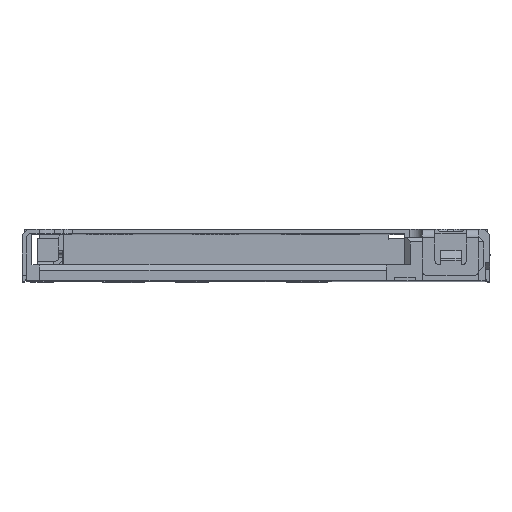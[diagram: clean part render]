
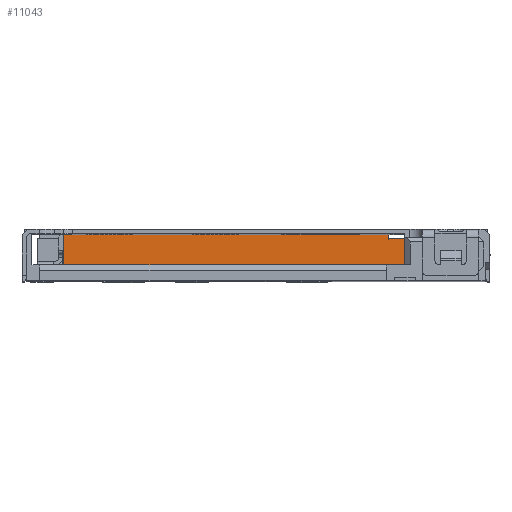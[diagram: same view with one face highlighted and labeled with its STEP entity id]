
A CAD part, top view. The second image highlights one B-rep face of the part: STEP entity #11043.
In plain terms, the highlighted planar face has unit normal (0, 0, 1).
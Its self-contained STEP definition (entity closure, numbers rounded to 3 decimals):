
#662=FACE_OUTER_BOUND('',#1199,.T.);
#1199=EDGE_LOOP('',(#9600,#9601,#9602,#9603,#9604,#9605,#9606,#9607,#9608,
#9609,#9610,#9611,#9612));
#1454=LINE('',#14652,#2766);
#1457=LINE('',#14658,#2769);
#1459=LINE('',#14662,#2771);
#1497=LINE('',#14741,#2809);
#2283=LINE('',#16583,#3595);
#2285=LINE('',#16587,#3597);
#2312=LINE('',#16628,#3624);
#2320=LINE('',#16644,#3632);
#2324=LINE('',#16651,#3636);
#2393=LINE('',#16811,#3705);
#2396=LINE('',#16815,#3708);
#2720=LINE('',#17587,#4032);
#2721=LINE('',#17590,#4033);
#2766=VECTOR('',#11852,1000.);
#2769=VECTOR('',#11857,1000.);
#2771=VECTOR('',#11861,1000.);
#2809=VECTOR('',#11919,1000.);
#3595=VECTOR('',#13545,1000.);
#3597=VECTOR('',#13549,1000.);
#3624=VECTOR('',#13578,1000.);
#3632=VECTOR('',#13586,1000.);
#3636=VECTOR('',#13590,1000.);
#3705=VECTOR('',#13733,1000.);
#3708=VECTOR('',#13738,1000.);
#4032=VECTOR('',#14536,1000.);
#4033=VECTOR('',#14541,1000.);
#4081=VERTEX_POINT('',#14648);
#4083=VERTEX_POINT('',#14651);
#4085=VERTEX_POINT('',#14657);
#4086=VERTEX_POINT('',#14661);
#4117=VERTEX_POINT('',#14739);
#4744=VERTEX_POINT('',#16580);
#4745=VERTEX_POINT('',#16582);
#4746=VERTEX_POINT('',#16586);
#4758=VERTEX_POINT('',#16625);
#4759=VERTEX_POINT('',#16627);
#4766=VERTEX_POINT('',#16641);
#4767=VERTEX_POINT('',#16643);
#4770=VERTEX_POINT('',#16649);
#5085=EDGE_CURVE('',#4081,#4083,#1454,.T.);
#5088=EDGE_CURVE('',#4083,#4085,#1457,.T.);
#5090=EDGE_CURVE('',#4085,#4086,#1459,.T.);
#5131=EDGE_CURVE('',#4117,#4081,#1497,.T.);
#6045=EDGE_CURVE('',#4744,#4745,#2283,.T.);
#6047=EDGE_CURVE('',#4745,#4746,#2285,.T.);
#6074=EDGE_CURVE('',#4758,#4759,#2312,.T.);
#6082=EDGE_CURVE('',#4766,#4767,#2320,.T.);
#6086=EDGE_CURVE('',#4770,#4117,#2324,.T.);
#6169=EDGE_CURVE('',#4759,#4766,#2393,.T.);
#6172=EDGE_CURVE('',#4767,#4770,#2396,.T.);
#6563=EDGE_CURVE('',#4086,#4744,#2720,.T.);
#6564=EDGE_CURVE('',#4746,#4758,#2721,.T.);
#9600=ORIENTED_EDGE('',*,*,#5088,.F.);
#9601=ORIENTED_EDGE('',*,*,#5085,.F.);
#9602=ORIENTED_EDGE('',*,*,#5131,.F.);
#9603=ORIENTED_EDGE('',*,*,#6086,.F.);
#9604=ORIENTED_EDGE('',*,*,#6172,.F.);
#9605=ORIENTED_EDGE('',*,*,#6082,.F.);
#9606=ORIENTED_EDGE('',*,*,#6169,.F.);
#9607=ORIENTED_EDGE('',*,*,#6074,.F.);
#9608=ORIENTED_EDGE('',*,*,#6564,.F.);
#9609=ORIENTED_EDGE('',*,*,#6047,.F.);
#9610=ORIENTED_EDGE('',*,*,#6045,.F.);
#9611=ORIENTED_EDGE('',*,*,#6563,.F.);
#9612=ORIENTED_EDGE('',*,*,#5090,.F.);
#10024=PLANE('',#11781);
#11043=ADVANCED_FACE('',(#662),#10024,.T.);
#11781=AXIS2_PLACEMENT_3D('',#17589,#14539,#14540);
#11852=DIRECTION('',(1.,0.,0.));
#11857=DIRECTION('',(0.707,0.707,0.));
#11861=DIRECTION('',(1.,0.,0.));
#11919=DIRECTION('',(0.,-1.,0.));
#13545=DIRECTION('',(0.,-1.,0.));
#13549=DIRECTION('',(-1.,0.,0.));
#13578=DIRECTION('',(1.,0.,0.));
#13586=DIRECTION('',(1.,0.,0.));
#13590=DIRECTION('',(1.,0.,0.));
#13733=DIRECTION('',(1.,0.,0.));
#13738=DIRECTION('',(1.,0.,0.));
#14536=DIRECTION('',(-0.009,-1.,0.));
#14539=DIRECTION('center_axis',(0.,0.,1.));
#14540=DIRECTION('ref_axis',(1.,0.,0.));
#14541=DIRECTION('',(0.,1.,0.));
#14648=CARTESIAN_POINT('',(4.15,1.05,-2.106));
#14651=CARTESIAN_POINT('',(4.27,1.05,-2.106));
#14652=CARTESIAN_POINT('',(4.15,1.05,-2.106));
#14657=CARTESIAN_POINT('',(4.284,1.064,-2.106));
#14658=CARTESIAN_POINT('',(4.32,1.1,-2.106));
#14661=CARTESIAN_POINT('',(4.55,1.064,-2.106));
#14662=CARTESIAN_POINT('',(4.15,1.064,-2.106));
#14739=CARTESIAN_POINT('',(4.15,1.15,-2.106));
#14741=CARTESIAN_POINT('',(4.15,1.25,-2.106));
#16580=CARTESIAN_POINT('',(4.55,1.05,-2.106));
#16582=CARTESIAN_POINT('',(4.55,0.4,-2.106));
#16583=CARTESIAN_POINT('',(4.55,1.05,-2.106));
#16586=CARTESIAN_POINT('',(-3.624,0.4,-2.106));
#16587=CARTESIAN_POINT('',(4.55,0.4,-2.106));
#16625=CARTESIAN_POINT('',(-3.624,1.15,-2.106));
#16627=CARTESIAN_POINT('',(0.45,1.15,-2.106));
#16628=CARTESIAN_POINT('',(-3.472,1.15,-2.106));
#16641=CARTESIAN_POINT('',(1.55,1.15,-2.106));
#16643=CARTESIAN_POINT('',(3.125,1.15,-2.106));
#16644=CARTESIAN_POINT('',(-3.472,1.15,-2.106));
#16649=CARTESIAN_POINT('',(3.875,1.15,-2.106));
#16651=CARTESIAN_POINT('',(-3.472,1.15,-2.106));
#16811=CARTESIAN_POINT('',(-3.472,1.15,-2.106));
#16815=CARTESIAN_POINT('',(-3.472,1.15,-2.106));
#17587=CARTESIAN_POINT('',(4.551,1.15,-2.106));
#17589=CARTESIAN_POINT('Origin',(0.,0.,-2.106));
#17590=CARTESIAN_POINT('',(-3.624,0.4,-2.106));
